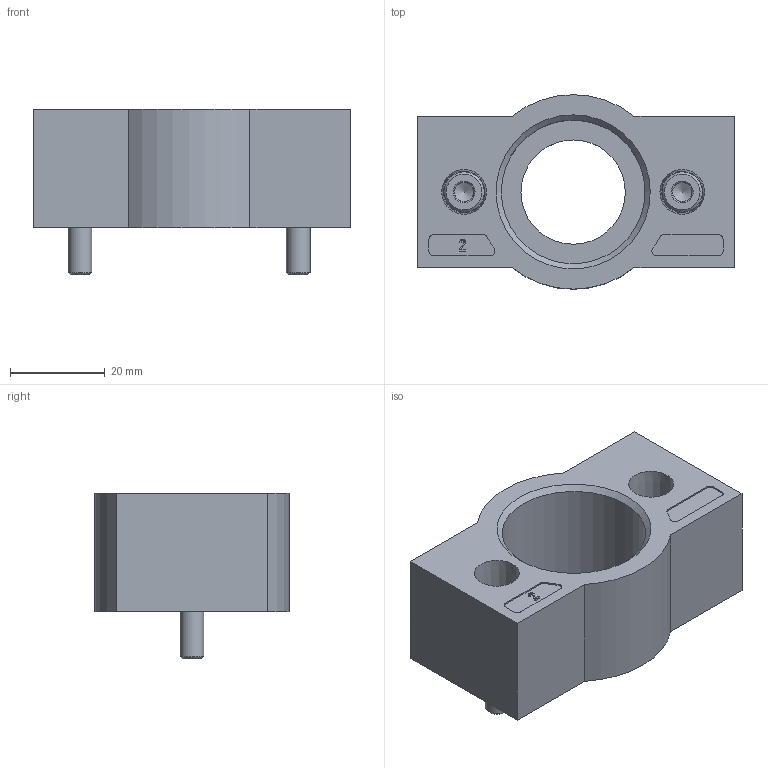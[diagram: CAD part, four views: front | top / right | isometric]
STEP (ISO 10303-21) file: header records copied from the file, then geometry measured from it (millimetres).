
FILE_DESCRIPTION(/* description */ ('STEP AP214'),/* implementation_level */ '2;1');
FILE_NAME(/* name */ '546510_PBL-1-D-MAXI-R',/* time_stamp */ '2024-09-13T16:19:08+02:00',/* author */ ('License CC BY-ND 4.0'),/* organization */ ('CADENAS'),/* preprocessor_version */ 'ST-DEVELOPER v19.3',/* originating_system */ 'PARTsolutions',/* authorisation */ ' ');
FILE_SCHEMA (('AUTOMOTIVE_DESIGN {1 0 10303 214 3 1 1}'));
Length unit declared in the file: millimetre
Products named in the file (3): 546510 PBL-1-D-MAXI-R; 380315 PBL-1-D-MAXI-R---(0) p1; DIN-912 - M5x20(F)
Assembly tree (3 placements, depth 2):
  546510 PBL-1-D-MAXI-R
    380315 PBL-1-D-MAXI-R---(0) p1
    DIN-912 - M5x20(F)  x2
Bounding box: 67 x 41 x 35 mm (x, y, z)
Volume: 38595.5 mm3; surface area: 13732.6 mm2
Topology: 3 solids, 3 shells, 110 faces, 239 edges, 143 vertices
Faces by surface type: plane 57, cone 31, cylinder 22
Full cylindrical faces by diameter (mm): 4.134 x2, 5 x2, 8.5 x2, 22 x1, 30.291 x1
Entity records: 2265 total; most frequent: DIRECTION 395, CARTESIAN_POINT 386, ORIENTED_EDGE 324, EDGE_CURVE 162, AXIS2_PLACEMENT_3D 153, FACE_BOUND 118, EDGE_LOOP 115, VERTEX_POINT 114
